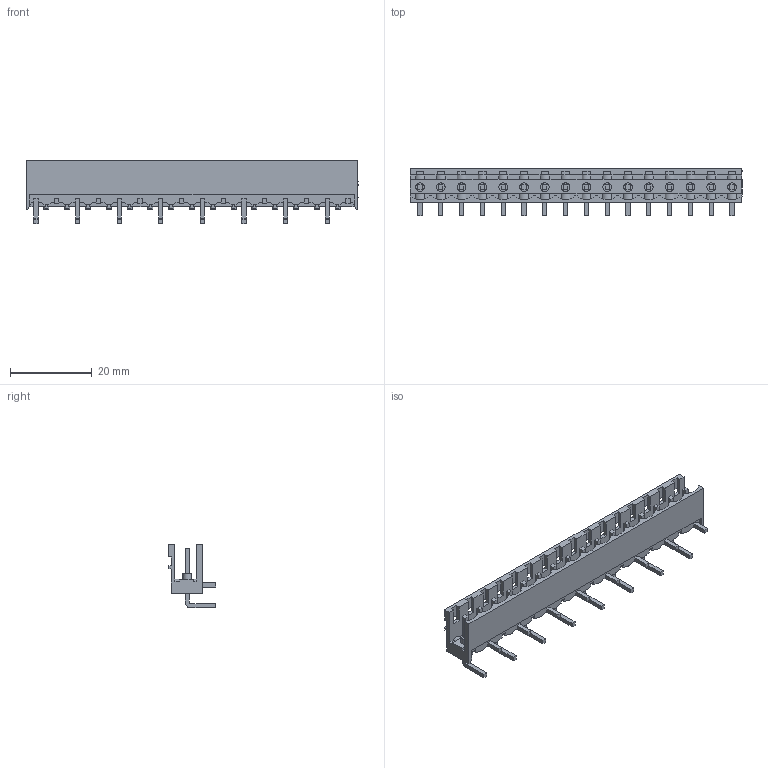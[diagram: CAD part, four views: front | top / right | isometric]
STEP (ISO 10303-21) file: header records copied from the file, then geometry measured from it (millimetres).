
FILE_DESCRIPTION(('CATIA V5 STEP Exchange','CAx-IF Rec.Pracs.--- Model Styling and Organization---1.4--- 2014-01-23'),'2;1');
FILE_NAME ('D1490549_0_1993950000_1993950000.stp','2021-06-22T07:38:15+00:00',('none'),('Weidmueller'),'CATIA Version 5-6 Release 2016 SP3 HF44','CATIA V5 STEP AP214','none');
FILE_SCHEMA(('AUTOMOTIVE_DESIGN { 1 0 10303 214 1 1 1 1 }'));
Length unit declared in the file: millimetre
Products named in the file (1): 1993950000
Bounding box: 81.08 x 11.63 x 15.54 mm (x, y, z)
Volume: 2935.2 mm3; surface area: 6942.9 mm2
Topology: 17 solids, 17 shells, 927 faces, 2886 edges, 1961 vertices
Faces by surface type: plane 706, cylinder 219, extrusion 2
Entity records: 32649 total; most frequent: CARTESIAN_POINT 7022, ORIENTED_EDGE 5772, DIRECTION 4128, EDGE_CURVE 2886, VECTOR 2170, LINE 2168, VERTEX_POINT 1961, AXIS2_PLACEMENT_3D 1255
